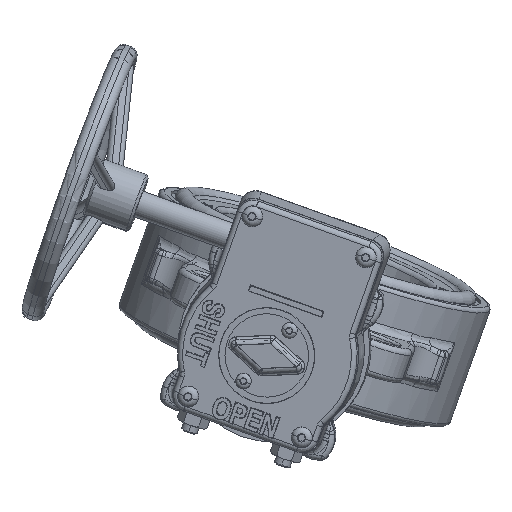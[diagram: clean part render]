
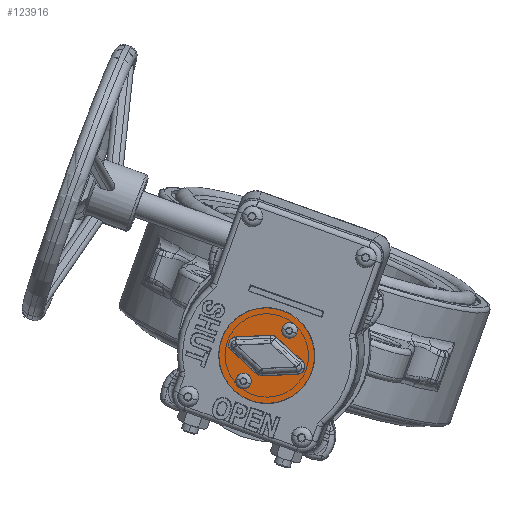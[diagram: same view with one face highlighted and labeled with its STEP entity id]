
A CAD part, front view. The second image highlights one B-rep face of the part: STEP entity #123916.
In plain terms, the highlighted face is planar.
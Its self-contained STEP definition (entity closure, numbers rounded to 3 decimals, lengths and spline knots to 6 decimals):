
#1463 = DIRECTION ( 'NONE',  ( -0.924, -0.383, 0. ) ) ;
#2061 = EDGE_CURVE ( 'NONE', #36462, #38206, #59222, .T. ) ;
#2129 = LINE ( 'NONE', #98455, #8754 ) ;
#2614 = CIRCLE ( 'NONE', #39902, 0.002828 ) ;
#3645 = LINE ( 'NONE', #95431, #40359 ) ;
#4700 = EDGE_LOOP ( 'NONE', ( #44079, #13616 ) ) ;
#5639 = VERTEX_POINT ( 'NONE', #91595 ) ;
#6078 = EDGE_LOOP ( 'NONE', ( #32785, #109364, #92956, #52774, #30650, #127139, #128368, #52184, #70075 ) ) ;
#6147 = CARTESIAN_POINT ( 'NONE',  ( 0., 0., 0.01875 ) ) ;
#6220 = VERTEX_POINT ( 'NONE', #86433 ) ;
#7436 = EDGE_CURVE ( 'NONE', #20984, #66281, #80178, .T. ) ;
#8280 = EDGE_CURVE ( 'NONE', #5639, #133044, #3645, .T. ) ;
#8754 = VECTOR ( 'NONE', #1463, 1. ) ;
#8947 = EDGE_CURVE ( 'NONE', #66281, #20984, #44770, .T. ) ;
#9098 = DIRECTION ( 'NONE',  ( 0.924, -0.383, 0. ) ) ;
#9791 = CARTESIAN_POINT ( 'NONE',  ( 0.002797, 0.006754, 0.01875 ) ) ;
#9946 = EDGE_CURVE ( 'NONE', #85938, #53140, #86451, .T. ) ;
#13316 = DIRECTION ( 'NONE',  ( 0., -1., 0. ) ) ;
#13545 = CARTESIAN_POINT ( 'NONE',  ( 0., 0., 0.01875 ) ) ;
#13616 = ORIENTED_EDGE ( 'NONE', *, *, #9946, .F. ) ;
#17520 = CARTESIAN_POINT ( 'NONE',  ( 0.011711, 0., 0.01875 ) ) ;
#17952 = AXIS2_PLACEMENT_3D ( 'NONE', #13545, #109388, #97745 ) ;
#18241 = CARTESIAN_POINT ( 'NONE',  ( 0.001082, -0.007464, 0.01875 ) ) ;
#18592 = DIRECTION ( 'NONE',  ( 1., 0., 0. ) ) ;
#19168 = AXIS2_PLACEMENT_3D ( 'NONE', #116784, #117463, #13316 ) ;
#20984 = VERTEX_POINT ( 'NONE', #36246 ) ;
#21189 = AXIS2_PLACEMENT_3D ( 'NONE', #6147, #110281, #55564 ) ;
#23816 = VERTEX_POINT ( 'NONE', #120005 ) ;
#25896 = CARTESIAN_POINT ( 'NONE',  ( -0.0175, 0., 0.01875 ) ) ;
#26527 = ORIENTED_EDGE ( 'NONE', *, *, #31385, .T. ) ;
#27552 = CARTESIAN_POINT ( 'NONE',  ( -0.004784, -0.008698, 0.01875 ) ) ;
#30650 = ORIENTED_EDGE ( 'NONE', *, *, #37107, .T. ) ;
#31385 = EDGE_CURVE ( 'NONE', #46107, #33596, #89109, .T. ) ;
#31754 = LINE ( 'NONE', #9791, #37163 ) ;
#32785 = ORIENTED_EDGE ( 'NONE', *, *, #68475, .T. ) ;
#32930 = VERTEX_POINT ( 'NONE', #18241 ) ;
#33596 = VERTEX_POINT ( 'NONE', #27552 ) ;
#35220 = CARTESIAN_POINT ( 'NONE',  ( 0., 0., 0.01875 ) ) ;
#35569 = EDGE_CURVE ( 'NONE', #53140, #85938, #59527, .T. ) ;
#36053 = VECTOR ( 'NONE', #45366, 1. ) ;
#36246 = CARTESIAN_POINT ( 'NONE',  ( 0.004784, 0.014398, 0.01875 ) ) ;
#36462 = VERTEX_POINT ( 'NONE', #68307 ) ;
#37107 = EDGE_CURVE ( 'NONE', #32930, #5639, #59307, .T. ) ;
#37163 = VECTOR ( 'NONE', #9098, 1. ) ;
#38206 = VERTEX_POINT ( 'NONE', #87070 ) ;
#39125 = DIRECTION ( 'NONE',  ( 0., 0., -1. ) ) ;
#39902 = AXIS2_PLACEMENT_3D ( 'NONE', #47578, #131090, #89958 ) ;
#40093 = DIRECTION ( 'NONE',  ( 1., 0., 0. ) ) ;
#40359 = VECTOR ( 'NONE', #87187, 1. ) ;
#41061 = DIRECTION ( 'NONE',  ( 0., -1., 0. ) ) ;
#44079 = ORIENTED_EDGE ( 'NONE', *, *, #35569, .F. ) ;
#44770 = CIRCLE ( 'NONE', #121298, 0.00285 ) ;
#45366 = DIRECTION ( 'NONE',  ( 0.924, 0.383, 0. ) ) ;
#46107 = VERTEX_POINT ( 'NONE', #101615 ) ;
#47134 = AXIS2_PLACEMENT_3D ( 'NONE', #17520, #123024, #112061 ) ;
#47578 = CARTESIAN_POINT ( 'NONE',  ( -0.011711, 0., 0.01875 ) ) ;
#49919 = EDGE_CURVE ( 'NONE', #23816, #36462, #95325, .T. ) ;
#50022 = CARTESIAN_POINT ( 'NONE',  ( 0.004784, 0.008698, 0.01875 ) ) ;
#52184 = ORIENTED_EDGE ( 'NONE', *, *, #49919, .T. ) ;
#52774 = ORIENTED_EDGE ( 'NONE', *, *, #68772, .T. ) ;
#53140 = VERTEX_POINT ( 'NONE', #25896 ) ;
#55564 = DIRECTION ( 'NONE',  ( 1., 0., 0. ) ) ;
#55955 = CARTESIAN_POINT ( 'NONE',  ( -0.004784, -0.011548, 0.01875 ) ) ;
#57972 = CIRCLE ( 'NONE', #47134, 0.002828 ) ;
#58396 = CARTESIAN_POINT ( 'NONE',  ( -0.012793, -0.002613, 0.01875 ) ) ;
#59011 = DIRECTION ( 'NONE',  ( 0., 0., -1. ) ) ;
#59222 = CIRCLE ( 'NONE', #118196, 0.002828 ) ;
#59307 = CIRCLE ( 'NONE', #120629, 0.002828 ) ;
#59382 = CIRCLE ( 'NONE', #76872, 0.00285 ) ;
#59527 = CIRCLE ( 'NONE', #17952, 0.0175 ) ;
#61212 = CARTESIAN_POINT ( 'NONE',  ( 0.004784, 0.011548, 0.01875 ) ) ;
#61965 = CARTESIAN_POINT ( 'NONE',  ( 0.004784, 0.011548, 0.01875 ) ) ;
#61972 = DIRECTION ( 'NONE',  ( 0., 0., -1. ) ) ;
#62421 = AXIS2_PLACEMENT_3D ( 'NONE', #35220, #107795, #107110 ) ;
#66205 = VERTEX_POINT ( 'NONE', #80143 ) ;
#66281 = VERTEX_POINT ( 'NONE', #50022 ) ;
#68307 = CARTESIAN_POINT ( 'NONE',  ( -0.001082, 0.007464, 0.01875 ) ) ;
#68475 = EDGE_CURVE ( 'NONE', #38206, #6220, #31754, .T. ) ;
#68772 = EDGE_CURVE ( 'NONE', #66205, #32930, #2129, .T. ) ;
#70075 = ORIENTED_EDGE ( 'NONE', *, *, #2061, .T. ) ;
#71554 = CARTESIAN_POINT ( 'NONE',  ( 0., -0.004851, 0.01875 ) ) ;
#74731 = EDGE_CURVE ( 'NONE', #133044, #23816, #2614, .T. ) ;
#76872 = AXIS2_PLACEMENT_3D ( 'NONE', #55955, #97668, #108651 ) ;
#77477 = AXIS2_PLACEMENT_3D ( 'NONE', #61212, #102962, #41061 ) ;
#77817 = ORIENTED_EDGE ( 'NONE', *, *, #8947, .T. ) ;
#78743 = FACE_BOUND ( 'NONE', #132843, .T. ) ;
#79436 = FACE_BOUND ( 'NONE', #124647, .T. ) ;
#80143 = CARTESIAN_POINT ( 'NONE',  ( 0.012793, -0.002613, 0.01875 ) ) ;
#80178 = CIRCLE ( 'NONE', #77477, 0.00285 ) ;
#80840 = DIRECTION ( 'NONE',  ( 1., 0., 0. ) ) ;
#81054 = ORIENTED_EDGE ( 'NONE', *, *, #7436, .T. ) ;
#84196 = AXIS2_PLACEMENT_3D ( 'NONE', #102751, #39125, #80840 ) ;
#85938 = VERTEX_POINT ( 'NONE', #125404 ) ;
#86433 = CARTESIAN_POINT ( 'NONE',  ( 0.012793, 0.002613, 0.01875 ) ) ;
#86451 = CIRCLE ( 'NONE', #62421, 0.0175 ) ;
#87070 = CARTESIAN_POINT ( 'NONE',  ( 0.001082, 0.007464, 0.01875 ) ) ;
#87134 = CARTESIAN_POINT ( 'NONE',  ( 0., 0.004851, 0.01875 ) ) ;
#87187 = DIRECTION ( 'NONE',  ( -0.924, 0.383, 0. ) ) ;
#89109 = CIRCLE ( 'NONE', #19168, 0.00285 ) ;
#89958 = DIRECTION ( 'NONE',  ( 1., 0., 0. ) ) ;
#91595 = CARTESIAN_POINT ( 'NONE',  ( -0.001082, -0.007464, 0.01875 ) ) ;
#92956 = ORIENTED_EDGE ( 'NONE', *, *, #104048, .T. ) ;
#93887 = CARTESIAN_POINT ( 'NONE',  ( 0.014539, 0., 0.01875 ) ) ;
#94808 = EDGE_CURVE ( 'NONE', #33596, #46107, #59382, .T. ) ;
#95325 = LINE ( 'NONE', #96675, #36053 ) ;
#95431 = CARTESIAN_POINT ( 'NONE',  ( -0.002797, -0.006754, 0.01875 ) ) ;
#96675 = CARTESIAN_POINT ( 'NONE',  ( -0.002797, 0.006754, 0.01875 ) ) ;
#97668 = DIRECTION ( 'NONE',  ( 0., 0., -1. ) ) ;
#97745 = DIRECTION ( 'NONE',  ( -1., 0., 0. ) ) ;
#98455 = CARTESIAN_POINT ( 'NONE',  ( 0.002797, -0.006754, 0.01875 ) ) ;
#99293 = PLANE ( 'NONE',  #21189 ) ;
#101615 = CARTESIAN_POINT ( 'NONE',  ( -0.004784, -0.014398, 0.01875 ) ) ;
#102352 = DIRECTION ( 'NONE',  ( 0., -1., 0. ) ) ;
#102751 = CARTESIAN_POINT ( 'NONE',  ( 0.011711, 0., 0.01875 ) ) ;
#102962 = DIRECTION ( 'NONE',  ( 0., 0., -1. ) ) ;
#104048 = EDGE_CURVE ( 'NONE', #126492, #66205, #123626, .T. ) ;
#107110 = DIRECTION ( 'NONE',  ( -1., 0., 0. ) ) ;
#107795 = DIRECTION ( 'NONE',  ( 0., 0., -1. ) ) ;
#108651 = DIRECTION ( 'NONE',  ( 0., -1., 0. ) ) ;
#109364 = ORIENTED_EDGE ( 'NONE', *, *, #120590, .T. ) ;
#109388 = DIRECTION ( 'NONE',  ( 0., 0., -1. ) ) ;
#110281 = DIRECTION ( 'NONE',  ( 0., 0., -1. ) ) ;
#112061 = DIRECTION ( 'NONE',  ( 1., 0., 0. ) ) ;
#116784 = CARTESIAN_POINT ( 'NONE',  ( -0.004784, -0.011548, 0.01875 ) ) ;
#117463 = DIRECTION ( 'NONE',  ( 0., 0., -1. ) ) ;
#118196 = AXIS2_PLACEMENT_3D ( 'NONE', #87134, #59011, #18592 ) ;
#118538 = FACE_OUTER_BOUND ( 'NONE', #4700, .T. ) ;
#120005 = CARTESIAN_POINT ( 'NONE',  ( -0.012793, 0.002613, 0.01875 ) ) ;
#120590 = EDGE_CURVE ( 'NONE', #6220, #126492, #57972, .T. ) ;
#120629 = AXIS2_PLACEMENT_3D ( 'NONE', #71554, #61972, #40093 ) ;
#121298 = AXIS2_PLACEMENT_3D ( 'NONE', #61965, #126324, #102352 ) ;
#123024 = DIRECTION ( 'NONE',  ( 0., 0., -1. ) ) ;
#123626 = CIRCLE ( 'NONE', #84196, 0.002828 ) ;
#123916 = ADVANCED_FACE ( 'NONE', ( #79436, #78743, #128818, #118538 ), #99293, .F. ) ;
#124647 = EDGE_LOOP ( 'NONE', ( #26527, #126627 ) ) ;
#125404 = CARTESIAN_POINT ( 'NONE',  ( 0.0175, 0., 0.01875 ) ) ;
#126324 = DIRECTION ( 'NONE',  ( 0., 0., -1. ) ) ;
#126492 = VERTEX_POINT ( 'NONE', #93887 ) ;
#126627 = ORIENTED_EDGE ( 'NONE', *, *, #94808, .T. ) ;
#127139 = ORIENTED_EDGE ( 'NONE', *, *, #8280, .T. ) ;
#128368 = ORIENTED_EDGE ( 'NONE', *, *, #74731, .T. ) ;
#128818 = FACE_BOUND ( 'NONE', #6078, .T. ) ;
#131090 = DIRECTION ( 'NONE',  ( 0., 0., -1. ) ) ;
#132843 = EDGE_LOOP ( 'NONE', ( #77817, #81054 ) ) ;
#133044 = VERTEX_POINT ( 'NONE', #58396 ) ;
